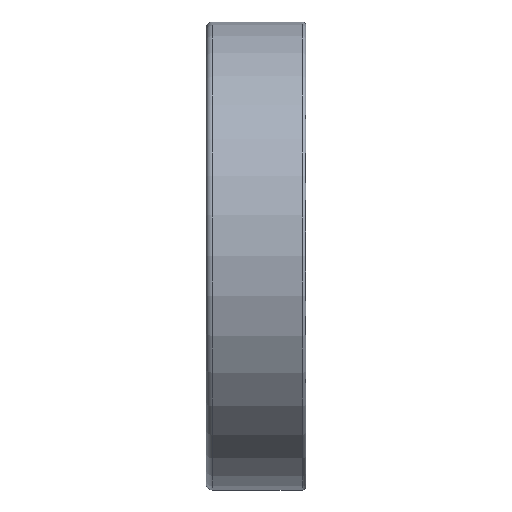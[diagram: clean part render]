
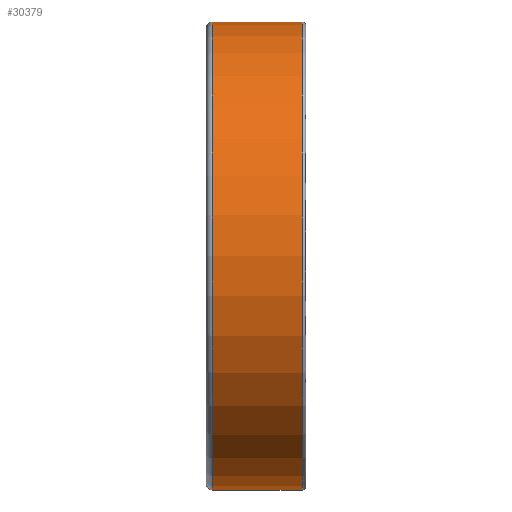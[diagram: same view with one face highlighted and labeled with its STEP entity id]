
A CAD part, top view. The second image highlights one B-rep face of the part: STEP entity #30379.
In plain terms, the highlighted cylindrical face has radius 37.5 mm (diameter 75 mm), a partial arc.
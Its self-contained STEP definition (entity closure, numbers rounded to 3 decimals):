
#19286=DIRECTION('',(-1.,0.,0.));
#19287=VECTOR('',#19286,14.4);
#19288=CARTESIAN_POINT('',(7.4,37.5,0.));
#19289=LINE('',#19288,#19287);
#19293=DIRECTION('',(-1.,0.,0.));
#19294=VECTOR('',#19293,14.4);
#19295=CARTESIAN_POINT('',(7.4,-37.5,0.));
#19296=LINE('',#19295,#19294);
#19308=CARTESIAN_POINT('',(7.4,0.,0.));
#19309=DIRECTION('',(1.,0.,0.));
#19310=DIRECTION('',(0.,1.,0.));
#19311=AXIS2_PLACEMENT_3D('',#19308,#19309,#19310);
#19316=CARTESIAN_POINT('',(-7.,0.,0.));
#19317=DIRECTION('',(1.,0.,0.));
#19318=DIRECTION('',(0.,1.,0.));
#19319=AXIS2_PLACEMENT_3D('',#19316,#19317,#19318);
#27057=CARTESIAN_POINT('',(7.4,37.5,0.));
#27058=CARTESIAN_POINT('',(-7.,37.5,0.));
#27059=VERTEX_POINT('',#27057);
#27060=VERTEX_POINT('',#27058);
#27069=CARTESIAN_POINT('',(7.4,-37.5,0.));
#27070=CARTESIAN_POINT('',(-7.,-37.5,0.));
#27071=VERTEX_POINT('',#27069);
#27072=VERTEX_POINT('',#27070);
#30367=CARTESIAN_POINT('',(-8.8,0.,0.));
#30368=DIRECTION('',(1.,0.,0.));
#30369=DIRECTION('',(0.,-1.,0.));
#30370=AXIS2_PLACEMENT_3D('',#30367,#30368,#30369);
#30371=CYLINDRICAL_SURFACE('',#30370,37.5);
#30372=ORIENTED_EDGE('',*,*,#30357,.F.);
#30373=ORIENTED_EDGE('',*,*,#30334,.T.);
#30374=ORIENTED_EDGE('',*,*,#30361,.T.);
#30376=ORIENTED_EDGE('',*,*,#30375,.F.);
#30377=EDGE_LOOP('',(#30372,#30373,#30374,#30376));
#30378=FACE_OUTER_BOUND('',#30377,.F.);
#19312=CIRCLE('',#19311,37.5);
#19320=CIRCLE('',#19319,37.5);
#30334=EDGE_CURVE('',#27059,#27071,#19312,.T.);
#30357=EDGE_CURVE('',#27059,#27060,#19289,.T.);
#30361=EDGE_CURVE('',#27071,#27072,#19296,.T.);
#30375=EDGE_CURVE('',#27060,#27072,#19320,.T.);
#30379=ADVANCED_FACE('',(#30378),#30371,.T.);
